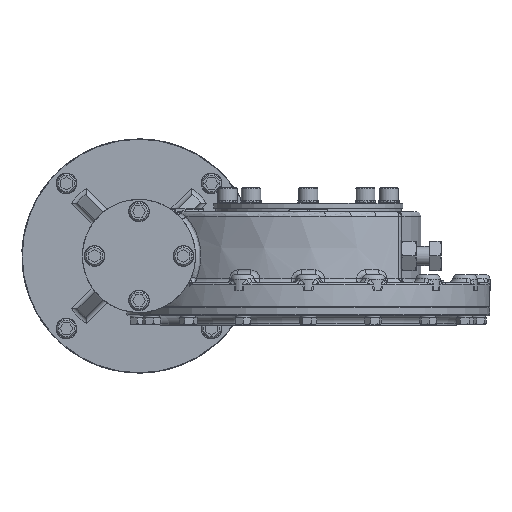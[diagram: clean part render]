
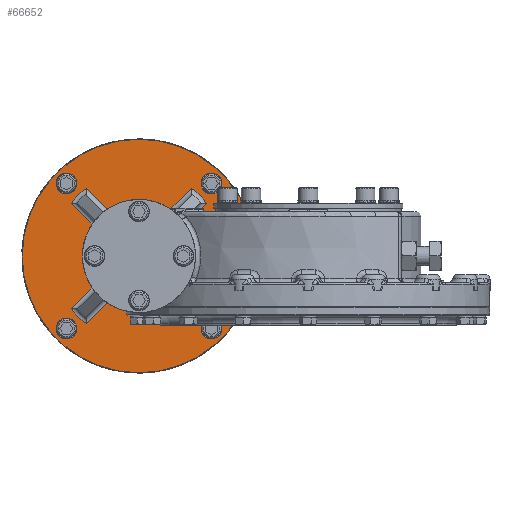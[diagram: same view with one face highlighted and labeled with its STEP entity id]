
A CAD part, left-side view. The second image highlights one B-rep face of the part: STEP entity #66652.
In plain terms, the highlighted planar face has unit normal (-1, 0, 0).
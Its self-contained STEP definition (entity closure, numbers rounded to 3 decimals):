
#1828=CIRCLE('',#70742,12.7);
#1829=CIRCLE('',#70743,12.7);
#1830=CIRCLE('',#70744,12.7);
#1831=CIRCLE('',#70745,12.7);
#1832=CIRCLE('',#70746,106.213);
#1833=CIRCLE('',#70747,43.);
#1834=CIRCLE('',#70748,106.213);
#1835=CIRCLE('',#70749,43.);
#1836=CIRCLE('',#70750,106.213);
#1837=CIRCLE('',#70751,43.);
#1838=CIRCLE('',#70752,106.213);
#1839=CIRCLE('',#70753,43.);
#1840=CIRCLE('',#70754,144.5);
#9103=ORIENTED_EDGE('',*,*,#26751,.F.);
#9104=ORIENTED_EDGE('',*,*,#26752,.F.);
#9105=ORIENTED_EDGE('',*,*,#26753,.F.);
#9106=ORIENTED_EDGE('',*,*,#26754,.F.);
#9107=ORIENTED_EDGE('',*,*,#26755,.T.);
#9108=ORIENTED_EDGE('',*,*,#26756,.T.);
#9109=ORIENTED_EDGE('',*,*,#26757,.T.);
#9110=ORIENTED_EDGE('',*,*,#26758,.T.);
#9111=ORIENTED_EDGE('',*,*,#26759,.T.);
#9112=ORIENTED_EDGE('',*,*,#26760,.T.);
#9113=ORIENTED_EDGE('',*,*,#26761,.T.);
#9114=ORIENTED_EDGE('',*,*,#26762,.T.);
#9115=ORIENTED_EDGE('',*,*,#26763,.T.);
#9116=ORIENTED_EDGE('',*,*,#26764,.T.);
#9117=ORIENTED_EDGE('',*,*,#26765,.T.);
#9118=ORIENTED_EDGE('',*,*,#26766,.T.);
#9119=ORIENTED_EDGE('',*,*,#26767,.T.);
#9120=ORIENTED_EDGE('',*,*,#26768,.T.);
#9121=ORIENTED_EDGE('',*,*,#26769,.T.);
#9122=ORIENTED_EDGE('',*,*,#26770,.T.);
#9123=ORIENTED_EDGE('',*,*,#26771,.T.);
#26751=EDGE_CURVE('',#35960,#35960,#1828,.T.);
#26752=EDGE_CURVE('',#35961,#35961,#1829,.T.);
#26753=EDGE_CURVE('',#35962,#35962,#1830,.T.);
#26754=EDGE_CURVE('',#35963,#35963,#1831,.T.);
#26755=EDGE_CURVE('',#35964,#35965,#1832,.F.);
#26756=EDGE_CURVE('',#35965,#35966,#42577,.F.);
#26757=EDGE_CURVE('',#35966,#35967,#1833,.F.);
#26758=EDGE_CURVE('',#35967,#35968,#42578,.T.);
#26759=EDGE_CURVE('',#35968,#35969,#1834,.F.);
#26760=EDGE_CURVE('',#35969,#35970,#42579,.F.);
#26761=EDGE_CURVE('',#35970,#35971,#1835,.F.);
#26762=EDGE_CURVE('',#35971,#35972,#42580,.T.);
#26763=EDGE_CURVE('',#35972,#35973,#1836,.F.);
#26764=EDGE_CURVE('',#35973,#35974,#42581,.F.);
#26765=EDGE_CURVE('',#35974,#35975,#1837,.F.);
#26766=EDGE_CURVE('',#35975,#35976,#42582,.T.);
#26767=EDGE_CURVE('',#35976,#35977,#1838,.F.);
#26768=EDGE_CURVE('',#35977,#35978,#42583,.F.);
#26769=EDGE_CURVE('',#35978,#35979,#1839,.F.);
#26770=EDGE_CURVE('',#35979,#35964,#42584,.T.);
#26771=EDGE_CURVE('',#35980,#35980,#1840,.T.);
#35960=VERTEX_POINT('',#100196);
#35961=VERTEX_POINT('',#100198);
#35962=VERTEX_POINT('',#100200);
#35963=VERTEX_POINT('',#100202);
#35964=VERTEX_POINT('',#100204);
#35965=VERTEX_POINT('',#100205);
#35966=VERTEX_POINT('',#100207);
#35967=VERTEX_POINT('',#100209);
#35968=VERTEX_POINT('',#100211);
#35969=VERTEX_POINT('',#100213);
#35970=VERTEX_POINT('',#100215);
#35971=VERTEX_POINT('',#100217);
#35972=VERTEX_POINT('',#100219);
#35973=VERTEX_POINT('',#100221);
#35974=VERTEX_POINT('',#100223);
#35975=VERTEX_POINT('',#100225);
#35976=VERTEX_POINT('',#100227);
#35977=VERTEX_POINT('',#100229);
#35978=VERTEX_POINT('',#100231);
#35979=VERTEX_POINT('',#100233);
#35980=VERTEX_POINT('',#100236);
#42577=LINE('',#100206,#49312);
#42578=LINE('',#100210,#49313);
#42579=LINE('',#100214,#49314);
#42580=LINE('',#100218,#49315);
#42581=LINE('',#100222,#49316);
#42582=LINE('',#100226,#49317);
#42583=LINE('',#100230,#49318);
#42584=LINE('',#100234,#49319);
#49312=VECTOR('',#78674,1000.);
#49313=VECTOR('',#78677,1000.);
#49314=VECTOR('',#78680,1000.);
#49315=VECTOR('',#78683,1000.);
#49316=VECTOR('',#78686,1000.);
#49317=VECTOR('',#78689,1000.);
#49318=VECTOR('',#78692,1000.);
#49319=VECTOR('',#78695,1000.);
#55311=EDGE_LOOP('',(#9103));
#55312=EDGE_LOOP('',(#9104));
#55313=EDGE_LOOP('',(#9105));
#55314=EDGE_LOOP('',(#9106));
#55315=EDGE_LOOP('',(#9107,#9108,#9109,#9110,#9111,#9112,#9113,#9114,#9115,
#9116,#9117,#9118,#9119,#9120,#9121,#9122));
#55316=EDGE_LOOP('',(#9123));
#59569=FACE_BOUND('',#55311,.T.);
#59570=FACE_BOUND('',#55312,.T.);
#59571=FACE_BOUND('',#55313,.T.);
#59572=FACE_BOUND('',#55314,.T.);
#59573=FACE_BOUND('',#55315,.T.);
#59574=FACE_BOUND('',#55316,.T.);
#63539=PLANE('',#70741);
#66652=ADVANCED_FACE('',(#59569,#59570,#59571,#59572,#59573,#59574),#63539,
 .T.);
#70741=AXIS2_PLACEMENT_3D('',#100194,#78662,#78663);
#70742=AXIS2_PLACEMENT_3D('',#100195,#78664,#78665);
#70743=AXIS2_PLACEMENT_3D('',#100197,#78666,#78667);
#70744=AXIS2_PLACEMENT_3D('',#100199,#78668,#78669);
#70745=AXIS2_PLACEMENT_3D('',#100201,#78670,#78671);
#70746=AXIS2_PLACEMENT_3D('',#100203,#78672,#78673);
#70747=AXIS2_PLACEMENT_3D('',#100208,#78675,#78676);
#70748=AXIS2_PLACEMENT_3D('',#100212,#78678,#78679);
#70749=AXIS2_PLACEMENT_3D('',#100216,#78681,#78682);
#70750=AXIS2_PLACEMENT_3D('',#100220,#78684,#78685);
#70751=AXIS2_PLACEMENT_3D('',#100224,#78687,#78688);
#70752=AXIS2_PLACEMENT_3D('',#100228,#78690,#78691);
#70753=AXIS2_PLACEMENT_3D('',#100232,#78693,#78694);
#70754=AXIS2_PLACEMENT_3D('',#100235,#78696,#78697);
#78662=DIRECTION('',(-1.,0.,0.));
#78663=DIRECTION('',(0.,0.,1.));
#78664=DIRECTION('',(-1.,0.,0.));
#78665=DIRECTION('',(0.,0.,1.));
#78666=DIRECTION('',(-1.,0.,0.));
#78667=DIRECTION('',(0.,0.,1.));
#78668=DIRECTION('',(-1.,0.,0.));
#78669=DIRECTION('',(0.,0.,1.));
#78670=DIRECTION('',(-1.,0.,0.));
#78671=DIRECTION('',(0.,0.,1.));
#78672=DIRECTION('',(-1.,0.,0.));
#78673=DIRECTION('',(0.,0.,1.));
#78674=DIRECTION('',(0.,-0.707,-0.707));
#78675=DIRECTION('',(-1.,0.,0.));
#78676=DIRECTION('',(0.,0.,1.));
#78677=DIRECTION('',(0.,0.707,-0.707));
#78678=DIRECTION('',(-1.,0.,0.));
#78679=DIRECTION('',(0.,0.,1.));
#78680=DIRECTION('',(0.,0.707,-0.707));
#78681=DIRECTION('',(-1.,0.,0.));
#78682=DIRECTION('',(0.,0.,1.));
#78683=DIRECTION('',(0.,0.707,0.707));
#78684=DIRECTION('',(-1.,0.,0.));
#78685=DIRECTION('',(0.,0.,1.));
#78686=DIRECTION('',(0.,0.707,0.707));
#78687=DIRECTION('',(-1.,0.,0.));
#78688=DIRECTION('',(0.,0.,1.));
#78689=DIRECTION('',(0.,-0.707,0.707));
#78690=DIRECTION('',(-1.,0.,0.));
#78691=DIRECTION('',(0.,0.,1.));
#78692=DIRECTION('',(0.,-0.707,0.707));
#78693=DIRECTION('',(-1.,0.,0.));
#78694=DIRECTION('',(0.,0.,1.));
#78695=DIRECTION('',(0.,-0.707,-0.707));
#78696=DIRECTION('',(-1.,0.,0.));
#78697=DIRECTION('',(0.,0.,1.));
#100194=CARTESIAN_POINT('',(250.19,209.55,20.));
#100195=CARTESIAN_POINT('',(250.19,299.353,-32.803));
#100196=CARTESIAN_POINT('',(250.19,299.353,-20.103));
#100197=CARTESIAN_POINT('',(250.19,119.747,-32.803));
#100198=CARTESIAN_POINT('',(250.19,119.747,-20.103));
#100199=CARTESIAN_POINT('',(250.19,299.353,146.803));
#100200=CARTESIAN_POINT('',(250.19,299.353,159.503));
#100201=CARTESIAN_POINT('',(250.19,119.747,146.803));
#100202=CARTESIAN_POINT('',(250.19,119.747,159.503));
#100203=CARTESIAN_POINT('',(250.19,209.55,57.));
#100204=CARTESIAN_POINT('',(250.19,125.509,-7.949));
#100205=CARTESIAN_POINT('',(250.19,144.601,-27.041));
#100206=CARTESIAN_POINT('',(250.19,200.596,28.954));
#100207=CARTESIAN_POINT('',(250.19,190.228,18.586));
#100208=CARTESIAN_POINT('',(250.19,209.55,57.));
#100209=CARTESIAN_POINT('',(250.19,228.872,18.586));
#100210=CARTESIAN_POINT('',(250.19,272.288,-24.83));
#100211=CARTESIAN_POINT('',(250.19,274.499,-27.041));
#100212=CARTESIAN_POINT('',(250.19,209.55,57.));
#100213=CARTESIAN_POINT('',(250.19,293.591,-7.949));
#100214=CARTESIAN_POINT('',(250.19,237.596,48.046));
#100215=CARTESIAN_POINT('',(250.19,247.964,37.678));
#100216=CARTESIAN_POINT('',(250.19,209.55,57.));
#100217=CARTESIAN_POINT('',(250.19,247.964,76.322));
#100218=CARTESIAN_POINT('',(250.19,291.38,119.738));
#100219=CARTESIAN_POINT('',(250.19,293.591,121.949));
#100220=CARTESIAN_POINT('',(250.19,209.55,57.));
#100221=CARTESIAN_POINT('',(250.19,274.499,141.041));
#100222=CARTESIAN_POINT('',(250.19,181.504,48.046));
#100223=CARTESIAN_POINT('',(250.19,228.872,95.414));
#100224=CARTESIAN_POINT('',(250.19,209.55,57.));
#100225=CARTESIAN_POINT('',(250.19,190.228,95.414));
#100226=CARTESIAN_POINT('',(250.19,146.812,138.83));
#100227=CARTESIAN_POINT('',(250.19,144.601,141.041));
#100228=CARTESIAN_POINT('',(250.19,209.55,57.));
#100229=CARTESIAN_POINT('',(250.19,125.509,121.949));
#100230=CARTESIAN_POINT('',(250.19,218.504,28.954));
#100231=CARTESIAN_POINT('',(250.19,171.136,76.322));
#100232=CARTESIAN_POINT('',(250.19,209.55,57.));
#100233=CARTESIAN_POINT('',(250.19,171.136,37.678));
#100234=CARTESIAN_POINT('',(250.19,127.72,-5.738));
#100235=CARTESIAN_POINT('',(250.19,209.55,57.));
#100236=CARTESIAN_POINT('',(250.19,209.55,201.5));
